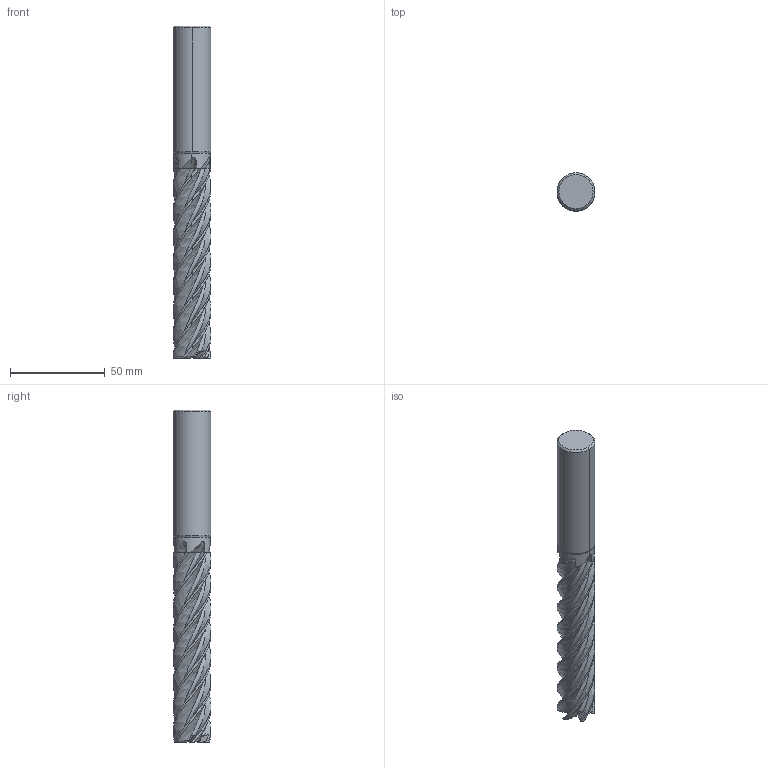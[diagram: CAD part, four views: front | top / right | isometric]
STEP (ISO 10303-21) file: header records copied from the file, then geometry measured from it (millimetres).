
FILE_DESCRIPTION(('no description'),'unknown implementation level');
FILE_NAME('EXN1-M04-0053-20-Detail.stp',' ',('CIMSOURCE GmbH'),('CADClick - KiM GmbH - www.kimweb.de'),'unknown preprocess','ACIS','unknown authorization');
FILE_SCHEMA(('automotive_design'));
Length unit declared in the file: millimetre
Products named in the file (2): NOCUT; CUT
Bounding box: 20 x 20 x 175 mm (x, y, z)
Volume: 41401.1 mm3; surface area: 20055.2 mm2
Topology: 2 solids, 2 shells, 196 faces, 554 edges, 360 vertices
Faces by surface type: plane 86, bspline 54, cone 30, revolution 18, cylinder 8
Entity records: 46611 total; most frequent: CARTESIAN_POINT 35928, STYLED_ITEM 1112, PRESENTATION_STYLE_ASSIGNMENT 1112, COLOUR_RGB 1112, ORIENTED_EDGE 1108, DIRECTION 708, EDGE_CURVE 554, CURVE_STYLE 554
